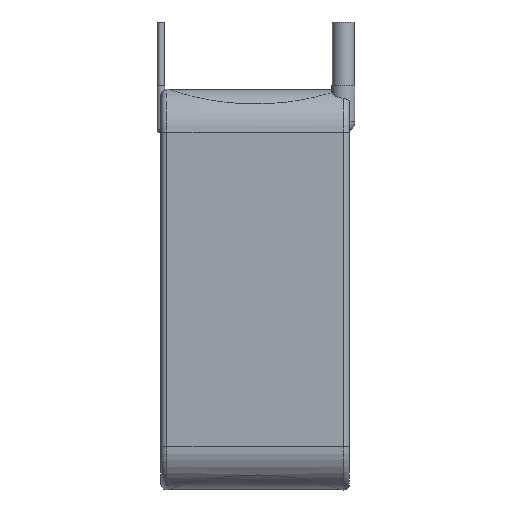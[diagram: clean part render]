
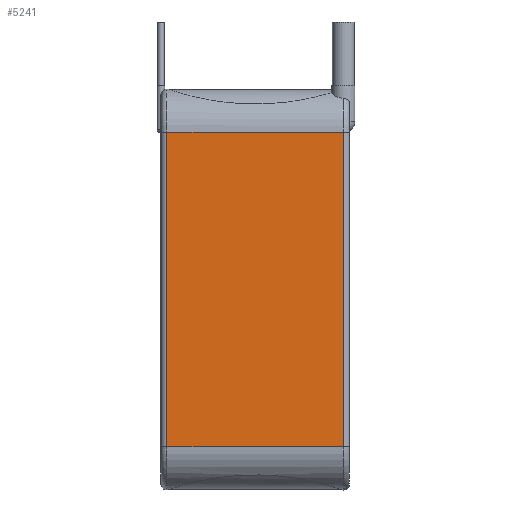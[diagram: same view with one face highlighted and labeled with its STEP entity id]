
A CAD part, top view. The second image highlights one B-rep face of the part: STEP entity #5241.
In plain terms, the highlighted planar face has unit normal (0, 0, 1).
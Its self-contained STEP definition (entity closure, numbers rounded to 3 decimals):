
#665=CARTESIAN_POINT('',(-16.0,28.5,7.85));
#666=VERTEX_POINT('',#665);
#2765=CARTESIAN_POINT('',(16.0,28.5,7.85));
#2766=VERTEX_POINT('',#2765);
#2767=CARTESIAN_POINT('',(16.0,28.5,7.85));
#2768=DIRECTION('',(-1.0,0.0,0.0));
#2769=VECTOR('',#2768,32.0);
#2770=LINE('',#2767,#2769);
#2771=EDGE_CURVE('',#2766,#666,#2770,.T.);
#5007=CARTESIAN_POINT('',(16.0,-28.5,7.85));
#5008=VERTEX_POINT('',#5007);
#5016=CARTESIAN_POINT('',(-16.0,-28.5,7.85));
#5017=VERTEX_POINT('',#5016);
#5018=CARTESIAN_POINT('',(16.0,-28.5,7.85));
#5019=DIRECTION('',(-1.0,0.0,0.0));
#5020=VECTOR('',#5019,32.0);
#5021=LINE('',#5018,#5020);
#5022=EDGE_CURVE('',#5008,#5017,#5021,.T.);
#5084=CARTESIAN_POINT('',(-16.0,-28.5,7.85));
#5085=DIRECTION('',(0.0,1.0,0.0));
#5086=VECTOR('',#5085,57.0);
#5087=LINE('',#5084,#5086);
#5088=EDGE_CURVE('',#5017,#666,#5087,.T.);
#5201=CARTESIAN_POINT('',(16.0,28.5,7.85));
#5202=DIRECTION('',(0.0,-1.0,0.0));
#5203=VECTOR('',#5202,57.0);
#5204=LINE('',#5201,#5203);
#5205=EDGE_CURVE('',#2766,#5008,#5204,.T.);
#5230=CARTESIAN_POINT('',(0.0,28.5,7.85));
#5231=DIRECTION('',(0.0,0.0,1.0));
#5232=DIRECTION('',(0.0,-1.0,0.0));
#5233=AXIS2_PLACEMENT_3D('',#5230,#5231,#5232);
#5234=PLANE('',#5233);
#5235=ORIENTED_EDGE('',*,*,#5088,.F.);
#5236=ORIENTED_EDGE('',*,*,#5022,.F.);
#5237=ORIENTED_EDGE('',*,*,#5205,.F.);
#5238=ORIENTED_EDGE('',*,*,#2771,.T.);
#5239=EDGE_LOOP('',(#5235,#5236,#5237,#5238));
#5240=FACE_OUTER_BOUND('',#5239,.T.);
#5241=ADVANCED_FACE('',(#5240),#5234,.T.);
